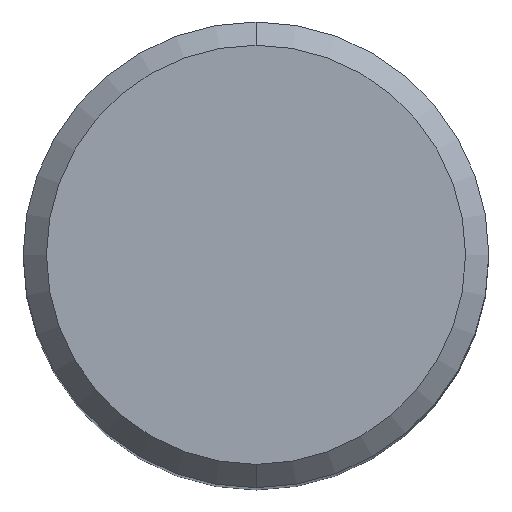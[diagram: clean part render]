
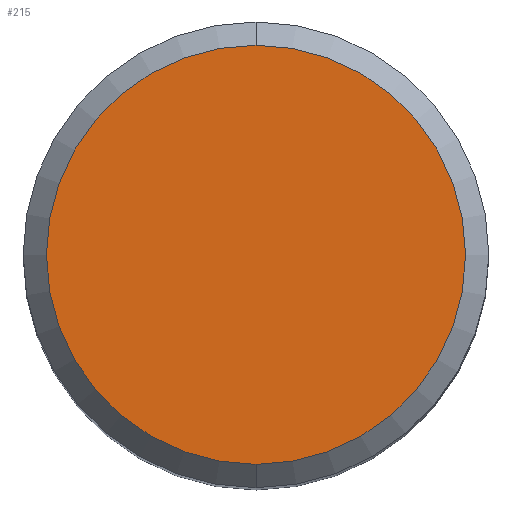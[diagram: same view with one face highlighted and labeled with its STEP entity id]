
A CAD part, top view. The second image highlights one B-rep face of the part: STEP entity #215.
In plain terms, the highlighted planar face has unit normal (0, 0, 1).
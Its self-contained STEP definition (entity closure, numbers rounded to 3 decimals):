
#113=EDGE_CURVE('',#143,#141,#266,.T.);
#141=VERTEX_POINT('',#296);
#143=VERTEX_POINT('',#298);
#205=EDGE_CURVE('',#141,#143,#369,.T.);
#215=ADVANCED_FACE('',(#381),#382,.T.);
#266=CIRCLE('',#431,7.2);
#296=CARTESIAN_POINT('',(0.0,7.2,0.0));
#298=CARTESIAN_POINT('',(0.,-7.2,0.0));
#369=CIRCLE('',#559,7.2);
#381=FACE_OUTER_BOUND('',#574,.T.);
#382=PLANE('',#575);
#431=AXIS2_PLACEMENT_3D('',#623,#624,#625);
#559=AXIS2_PLACEMENT_3D('',#749,#750,#751);
#574=EDGE_LOOP('',(#773,#774));
#575=AXIS2_PLACEMENT_3D('',#775,#776,#777);
#623=CARTESIAN_POINT('',(0.0,0.0,0.0));
#624=DIRECTION('',(0.0,0.0,-1.0));
#625=DIRECTION('',(0.0,1.0,0.0));
#749=CARTESIAN_POINT('',(0.0,0.0,0.0));
#750=DIRECTION('',(0.0,0.0,-1.0));
#751=DIRECTION('',(0.0,1.0,0.0));
#773=ORIENTED_EDGE('',*,*,#205,.F.);
#774=ORIENTED_EDGE('',*,*,#113,.F.);
#775=CARTESIAN_POINT('',(0.0,3.6,0.0));
#776=DIRECTION('',(-0.0,0.0,1.0));
#777=DIRECTION('',(0.0,-1.0,0.0));
